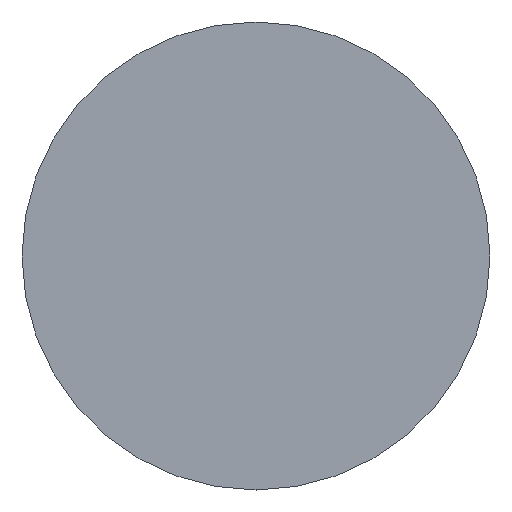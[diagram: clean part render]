
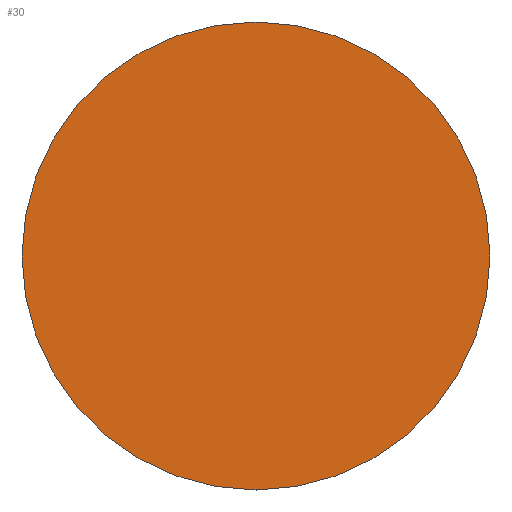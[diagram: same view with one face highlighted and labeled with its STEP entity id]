
A CAD part, left-side view. The second image highlights one B-rep face of the part: STEP entity #30.
In plain terms, the highlighted planar face has unit normal (-1, 0, 0).
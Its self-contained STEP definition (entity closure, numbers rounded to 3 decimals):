
#12 = DIRECTION ( 'NONE',  ( 0., 0., 1. ) ) ;
#19 = ORIENTED_EDGE ( 'NONE', *, *, #51, .T. ) ;
#22 = DIRECTION ( 'NONE',  ( -1., 0., 0. ) ) ;
#30 = ADVANCED_FACE ( 'NONE', ( #36 ), #109, .F. ) ;
#36 = FACE_OUTER_BOUND ( 'NONE', #145, .T. ) ;
#42 = CARTESIAN_POINT ( 'NONE',  ( 57.532, 32.611, -12.5 ) ) ;
#44 = CARTESIAN_POINT ( 'NONE',  ( 57.532, 32.611, 0. ) ) ;
#48 = CIRCLE ( 'NONE', #132, 12.5 ) ;
#51 = EDGE_CURVE ( 'NONE', #90, #106, #95, .T. ) ;
#52 = CARTESIAN_POINT ( 'NONE',  ( 57.532, 32.611, 12.5 ) ) ;
#59 = CARTESIAN_POINT ( 'NONE',  ( 57.532, 32.611, 0. ) ) ;
#82 = ORIENTED_EDGE ( 'NONE', *, *, #160, .T. ) ;
#85 = DIRECTION ( 'NONE',  ( -1., 0., 0. ) ) ;
#90 = VERTEX_POINT ( 'NONE', #42 ) ;
#94 = DIRECTION ( 'NONE',  ( 1., 0., 0. ) ) ;
#95 = CIRCLE ( 'NONE', #124, 12.5 ) ;
#106 = VERTEX_POINT ( 'NONE', #52 ) ;
#109 = PLANE ( 'NONE',  #140 ) ;
#123 = DIRECTION ( 'NONE',  ( 0., 0., 1. ) ) ;
#124 = AXIS2_PLACEMENT_3D ( 'NONE', #154, #22, #123 ) ;
#132 = AXIS2_PLACEMENT_3D ( 'NONE', #44, #85, #12 ) ;
#136 = DIRECTION ( 'NONE',  ( 0., 0., -1. ) ) ;
#140 = AXIS2_PLACEMENT_3D ( 'NONE', #59, #94, #136 ) ;
#145 = EDGE_LOOP ( 'NONE', ( #82, #19 ) ) ;
#154 = CARTESIAN_POINT ( 'NONE',  ( 57.532, 32.611, 0. ) ) ;
#160 = EDGE_CURVE ( 'NONE', #106, #90, #48, .T. ) ;
